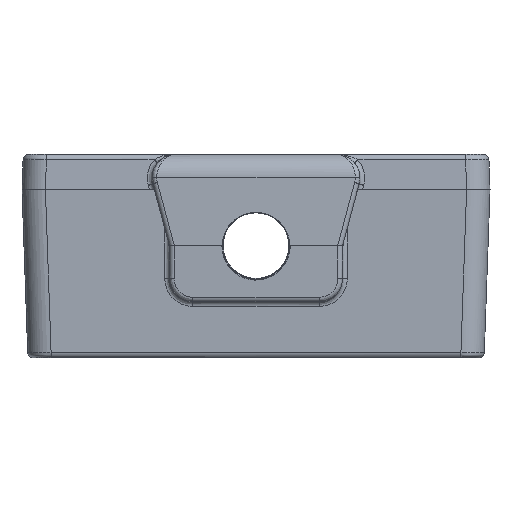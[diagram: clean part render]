
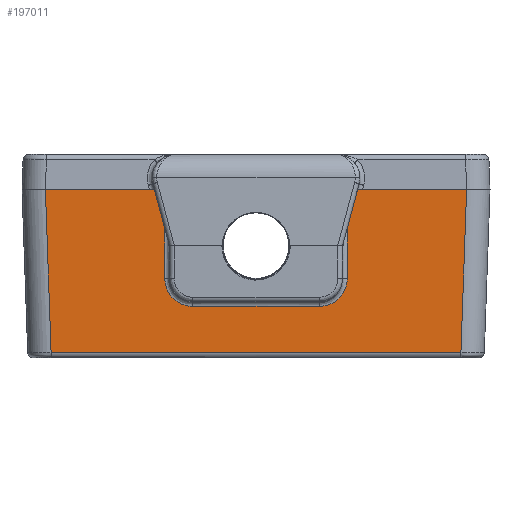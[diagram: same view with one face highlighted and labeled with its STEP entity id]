
A CAD part, left-side view. The second image highlights one B-rep face of the part: STEP entity #197011.
In plain terms, the highlighted planar face has unit normal (-1, 0, -0.018).
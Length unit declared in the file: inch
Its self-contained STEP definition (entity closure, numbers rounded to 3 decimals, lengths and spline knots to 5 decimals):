
#610 = DIRECTION ( 'NONE',  ( 0.017, 0., -1. ) ) ;
#5139 = DIRECTION ( 'NONE',  ( 1., 0., 0.017 ) ) ;
#7425 = VECTOR ( 'NONE', #610, 39.37008 ) ;
#9298 = ORIENTED_EDGE ( 'NONE', *, *, #124065, .F. ) ;
#9360 = CARTESIAN_POINT ( 'NONE',  ( -2.26672, 0.4875, -0.05206 ) ) ;
#10146 = VERTEX_POINT ( 'NONE', #114761 ) ;
#11501 = DIRECTION ( 'NONE',  ( 0.017, 0.035, -0.999 ) ) ;
#18898 = ORIENTED_EDGE ( 'NONE', *, *, #190234, .F. ) ;
#24525 = VECTOR ( 'NONE', #90383, 39.37008 ) ;
#25197 = CARTESIAN_POINT ( 'NONE',  ( -2.2641, 0.3375, -0.20206 ) ) ;
#25482 = PLANE ( 'NONE',  #200066 ) ;
#27497 = CARTESIAN_POINT ( 'NONE',  ( -2.26443, 0.41305, -0.18314 ) ) ;
#32495 = ORIENTED_EDGE ( 'NONE', *, *, #91982, .F. ) ;
#35171 = DIRECTION ( 'NONE',  ( 0., -1., 0. ) ) ;
#35185 = EDGE_CURVE ( 'NONE', #104672, #105193, #176507, .T. ) ;
#39950 = VECTOR ( 'NONE', #11501, 39.37008 ) ;
#44364 = CARTESIAN_POINT ( 'NONE',  ( -2.2598, 1.0946, -0.44802 ) ) ;
#46677 = CARTESIAN_POINT ( 'NONE',  ( -2.26603, 0.4836, -0.09133 ) ) ;
#47127 = ORIENTED_EDGE ( 'NONE', *, *, #35185, .F. ) ;
#47806 = CARTESIAN_POINT ( 'NONE',  ( -2.26417, 0.37676, -0.19816 ) ) ;
#54970 = CARTESIAN_POINT ( 'NONE',  ( -2.25161, 0.4875, -0.91765 ) ) ;
#55288 = CARTESIAN_POINT ( 'NONE',  ( -2.2598, -0.6875, -0.44802 ) ) ;
#56227 = ORIENTED_EDGE ( 'NONE', *, *, #111396, .F. ) ;
#65003 = CARTESIAN_POINT ( 'NONE',  ( -2.26462, -0.42967, -0.17199 ) ) ;
#65741 = CARTESIAN_POINT ( 'NONE',  ( -2.275, -1.375, 0.4225 ) ) ;
#67235 = CARTESIAN_POINT ( 'NONE',  ( -2.2654, -0.46858, -0.12761 ) ) ;
#68713 = VECTOR ( 'NONE', #219111, 39.37008 ) ;
#73381 = ORIENTED_EDGE ( 'NONE', *, *, #92955, .F. ) ;
#76855 = VERTEX_POINT ( 'NONE', #146441 ) ;
#77533 = DIRECTION ( 'NONE',  ( 0.017, 0., -1. ) ) ;
#78425 = CARTESIAN_POINT ( 'NONE',  ( -2.2654, 0.46861, -0.12763 ) ) ;
#80732 = ORIENTED_EDGE ( 'NONE', *, *, #164935, .F. ) ;
#80808 = CARTESIAN_POINT ( 'NONE',  ( -2.275, -1.125, 0.4225 ) ) ;
#80850 = VERTEX_POINT ( 'NONE', #112445 ) ;
#81149 = VERTEX_POINT ( 'NONE', #216171 ) ;
#81304 = VECTOR ( 'NONE', #99852, 39.37008 ) ;
#85333 = CARTESIAN_POINT ( 'NONE',  ( -2.2641, -0.35714, -0.20203 ) ) ;
#88913 = LINE ( 'NONE', #184987, #68713 ) ;
#90383 = DIRECTION ( 'NONE',  ( 0., 1., 0. ) ) ;
#90719 = ORIENTED_EDGE ( 'NONE', *, *, #129891, .F. ) ;
#91982 = EDGE_CURVE ( 'NONE', #172071, #76855, #134994, .T. ) ;
#92955 = EDGE_CURVE ( 'NONE', #10146, #81149, #215878, .T. ) ;
#93410 = DIRECTION ( 'NONE',  ( 0., -1., 0. ) ) ;
#96827 = CARTESIAN_POINT ( 'NONE',  ( -2.25161, -0.4875, -0.91765 ) ) ;
#97662 = CARTESIAN_POINT ( 'NONE',  ( -2.26511, 0.45743, -0.14423 ) ) ;
#97779 = CARTESIAN_POINT ( 'NONE',  ( -2.2598, -1.0946, -0.44802 ) ) ;
#99852 = DIRECTION ( 'NONE',  ( -0.017, 0.035, 0.999 ) ) ;
#100125 = CARTESIAN_POINT ( 'NONE',  ( -2.2641, -0.3375, -0.20206 ) ) ;
#101984 = LINE ( 'NONE', #65741, #216234 ) ;
#104672 = VERTEX_POINT ( 'NONE', #129078 ) ;
#105193 = VERTEX_POINT ( 'NONE', #25197 ) ;
#106677 = ORIENTED_EDGE ( 'NONE', *, *, #221216, .F. ) ;
#107787 = EDGE_CURVE ( 'NONE', #105193, #80850, #127421, .T. ) ;
#107979 = EDGE_LOOP ( 'NONE', ( #106677, #32495, #56227, #90719, #18898, #73381, #9298, #195931, #47127, #80732 ) ) ;
#111396 = EDGE_CURVE ( 'NONE', #191282, #172071, #143617, .T. ) ;
#111900 = B_SPLINE_CURVE_WITH_KNOTS ( 'NONE', 3,
 ( #100125, #85333, #119349, #133021, #65003, #222563, #67235, #116010, #118255, #185073 ),
 .UNSPECIFIED., .F., .F.,
 ( 4, 2, 2, 2, 4 ),
 ( 0., 0.25, 0.5, 0.75, 1. ),
 .UNSPECIFIED. ) ;
#112445 = CARTESIAN_POINT ( 'NONE',  ( -2.2641, -0.3375, -0.20206 ) ) ;
#114761 = CARTESIAN_POINT ( 'NONE',  ( -2.26672, -0.4875, -0.05206 ) ) ;
#116010 = CARTESIAN_POINT ( 'NONE',  ( -2.26603, -0.4836, -0.09132 ) ) ;
#116891 = CARTESIAN_POINT ( 'NONE',  ( -2.26462, 0.42968, -0.17202 ) ) ;
#118255 = CARTESIAN_POINT ( 'NONE',  ( -2.26637, -0.4875, -0.0717 ) ) ;
#119349 = CARTESIAN_POINT ( 'NONE',  ( -2.26417, -0.37677, -0.19816 ) ) ;
#124065 = EDGE_CURVE ( 'NONE', #80850, #10146, #111900, .T. ) ;
#127421 = LINE ( 'NONE', #196529, #199871 ) ;
#129078 = CARTESIAN_POINT ( 'NONE',  ( -2.26672, 0.4875, -0.05206 ) ) ;
#129891 = EDGE_CURVE ( 'NONE', #166722, #191282, #167805, .T. ) ;
#130551 = CARTESIAN_POINT ( 'NONE',  ( -2.2641, 0.35713, -0.20207 ) ) ;
#131566 = CARTESIAN_POINT ( 'NONE',  ( -2.25184, -1.07867, -0.90408 ) ) ;
#133021 = CARTESIAN_POINT ( 'NONE',  ( -2.26443, -0.41306, -0.18317 ) ) ;
#134494 = CARTESIAN_POINT ( 'NONE',  ( -2.275, 0.4875, 0.4225 ) ) ;
#134994 = LINE ( 'NONE', #44364, #81304 ) ;
#136167 = CARTESIAN_POINT ( 'NONE',  ( -2.25977, 1.0946, -0.44802 ) ) ;
#143281 = VECTOR ( 'NONE', #165953, 39.37008 ) ;
#143617 = LINE ( 'NONE', #55288, #24525 ) ;
#144462 = FACE_OUTER_BOUND ( 'NONE', #107979, .T. ) ;
#146441 = CARTESIAN_POINT ( 'NONE',  ( -2.275, 1.125, 0.4225 ) ) ;
#150920 = CARTESIAN_POINT ( 'NONE',  ( -2.26637, 0.48746, -0.0717 ) ) ;
#164935 = EDGE_CURVE ( 'NONE', #215575, #104672, #221648, .T. ) ;
#165953 = DIRECTION ( 'NONE',  ( -0.017, 0., 1. ) ) ;
#166722 = VERTEX_POINT ( 'NONE', #80808 ) ;
#167805 = LINE ( 'NONE', #131566, #39950 ) ;
#172071 = VERTEX_POINT ( 'NONE', #136167 ) ;
#176507 = B_SPLINE_CURVE_WITH_KNOTS ( 'NONE', 3,
 ( #9360, #150920, #46677, #78425, #97662, #116891, #27497, #47806, #130551, #220090 ),
 .UNSPECIFIED., .F., .F.,
 ( 4, 2, 2, 2, 4 ),
 ( 0., 0.25, 0.5, 0.75, 1. ),
 .UNSPECIFIED. ) ;
#184987 = CARTESIAN_POINT ( 'NONE',  ( -2.275, -1.375, 0.4225 ) ) ;
#185073 = CARTESIAN_POINT ( 'NONE',  ( -2.26672, -0.4875, -0.05206 ) ) ;
#190234 = EDGE_CURVE ( 'NONE', #81149, #166722, #101984, .T. ) ;
#191282 = VERTEX_POINT ( 'NONE', #97779 ) ;
#195931 = ORIENTED_EDGE ( 'NONE', *, *, #107787, .F. ) ;
#196529 = CARTESIAN_POINT ( 'NONE',  ( -2.2641, -1.375, -0.20206 ) ) ;
#197011 = ADVANCED_FACE ( 'NONE', ( #144462 ), #25482, .F. ) ;
#199871 = VECTOR ( 'NONE', #93410, 39.37008 ) ;
#200066 = AXIS2_PLACEMENT_3D ( 'NONE', #213586, #5139, #77533 ) ;
#213586 = CARTESIAN_POINT ( 'NONE',  ( -2.25161, -1.375, -0.91765 ) ) ;
#215575 = VERTEX_POINT ( 'NONE', #134494 ) ;
#215878 = LINE ( 'NONE', #96827, #143281 ) ;
#216171 = CARTESIAN_POINT ( 'NONE',  ( -2.275, -0.4875, 0.4225 ) ) ;
#216234 = VECTOR ( 'NONE', #35171, 39.37008 ) ;
#219111 = DIRECTION ( 'NONE',  ( 0., -1., 0. ) ) ;
#220090 = CARTESIAN_POINT ( 'NONE',  ( -2.2641, 0.3375, -0.20206 ) ) ;
#221216 = EDGE_CURVE ( 'NONE', #76855, #215575, #88913, .T. ) ;
#221648 = LINE ( 'NONE', #54970, #7425 ) ;
#222563 = CARTESIAN_POINT ( 'NONE',  ( -2.26511, -0.45745, -0.14424 ) ) ;
